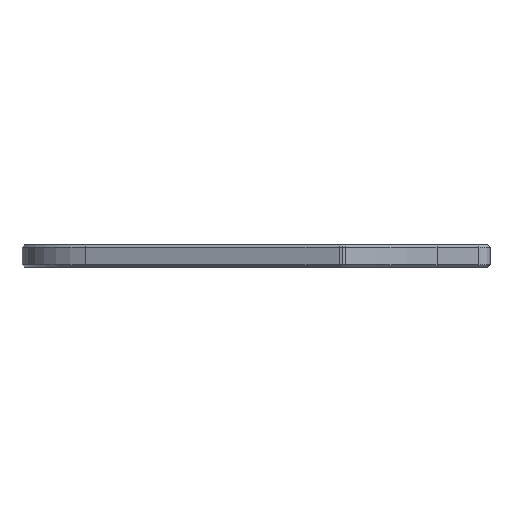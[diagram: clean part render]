
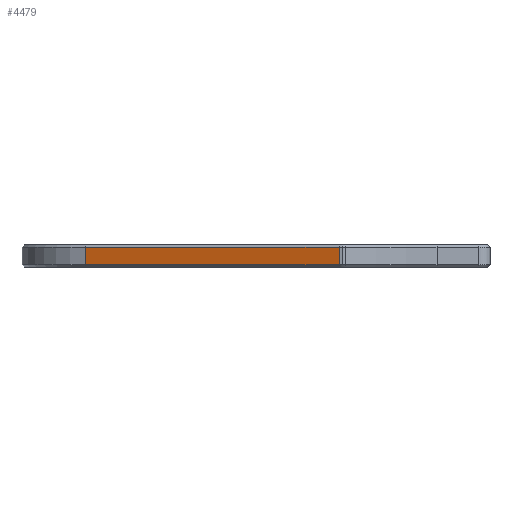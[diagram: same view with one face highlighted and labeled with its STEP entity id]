
A CAD part, left-side view. The second image highlights one B-rep face of the part: STEP entity #4479.
In plain terms, the highlighted planar face has unit normal (-0.94, 0.342, 0).
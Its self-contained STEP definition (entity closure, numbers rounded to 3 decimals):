
#247 = ORIENTED_EDGE ( 'NONE', *, *, #1623, .T. ) ;
#409 = VECTOR ( 'NONE', #2619, 1000. ) ;
#542 = LINE ( 'NONE', #4490, #11157 ) ;
#1048 = DIRECTION ( 'NONE',  ( -0.342, -0.94, 0. ) ) ;
#1301 = PLANE ( 'NONE',  #6351 ) ;
#1325 = EDGE_CURVE ( 'NONE', #8579, #7700, #10431, .T. ) ;
#1623 = EDGE_CURVE ( 'NONE', #7700, #2498, #9247, .T. ) ;
#2053 = EDGE_CURVE ( 'NONE', #2615, #8579, #12659, .T. ) ;
#2498 = VERTEX_POINT ( 'NONE', #12388 ) ;
#2615 = VERTEX_POINT ( 'NONE', #4720 ) ;
#2619 = DIRECTION ( 'NONE',  ( 0.342, 0.94, 0. ) ) ;
#2804 = ORIENTED_EDGE ( 'NONE', *, *, #1325, .T. ) ;
#3115 = EDGE_LOOP ( 'NONE', ( #8527, #10517, #2804, #247 ) ) ;
#3219 = EDGE_CURVE ( 'NONE', #2498, #2615, #542, .T. ) ;
#3292 = DIRECTION ( 'NONE',  ( -0.342, -0.94, 0. ) ) ;
#3469 = DIRECTION ( 'NONE',  ( 0., 0., 1. ) ) ;
#4470 = CARTESIAN_POINT ( 'NONE',  ( -38.611, 85.698, 2.5 ) ) ;
#4479 = ADVANCED_FACE ( 'NONE', ( #8042 ), #1301, .T. ) ;
#4490 = CARTESIAN_POINT ( 'NONE',  ( -59.549, 28.171, 2.5 ) ) ;
#4547 = CARTESIAN_POINT ( 'NONE',  ( -61.637, 22.434, 2. ) ) ;
#4720 = CARTESIAN_POINT ( 'NONE',  ( -59.549, 28.171, 2. ) ) ;
#6227 = DIRECTION ( 'NONE',  ( -0.94, 0.342, 0. ) ) ;
#6351 = AXIS2_PLACEMENT_3D ( 'NONE', #7914, #6227, #1048 ) ;
#7700 = VERTEX_POINT ( 'NONE', #8666 ) ;
#7914 = CARTESIAN_POINT ( 'NONE',  ( -61.637, 22.434, 2.5 ) ) ;
#8042 = FACE_OUTER_BOUND ( 'NONE', #3115, .T. ) ;
#8527 = ORIENTED_EDGE ( 'NONE', *, *, #3219, .T. ) ;
#8579 = VERTEX_POINT ( 'NONE', #9461 ) ;
#8666 = CARTESIAN_POINT ( 'NONE',  ( -38.611, 85.698, -2. ) ) ;
#8730 = VECTOR ( 'NONE', #3292, 1000. ) ;
#9247 = LINE ( 'NONE', #12171, #8730 ) ;
#9461 = CARTESIAN_POINT ( 'NONE',  ( -38.611, 85.698, 2. ) ) ;
#10431 = LINE ( 'NONE', #4470, #11447 ) ;
#10517 = ORIENTED_EDGE ( 'NONE', *, *, #2053, .T. ) ;
#11157 = VECTOR ( 'NONE', #3469, 1000. ) ;
#11447 = VECTOR ( 'NONE', #11484, 1000. ) ;
#11484 = DIRECTION ( 'NONE',  ( 0., 0., -1. ) ) ;
#12171 = CARTESIAN_POINT ( 'NONE',  ( -59.549, 28.171, -2. ) ) ;
#12388 = CARTESIAN_POINT ( 'NONE',  ( -59.549, 28.171, -2. ) ) ;
#12659 = LINE ( 'NONE', #4547, #409 ) ;
